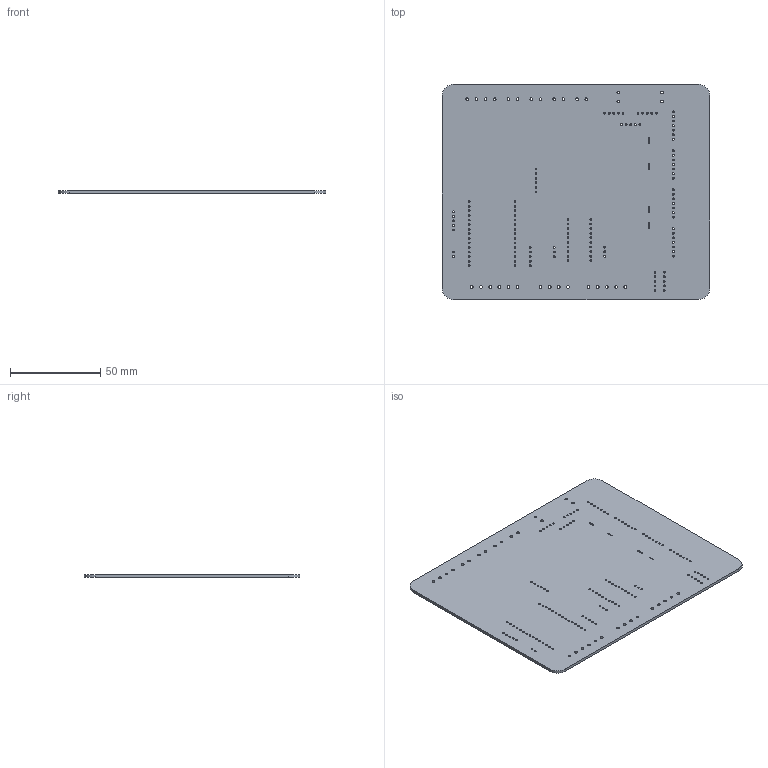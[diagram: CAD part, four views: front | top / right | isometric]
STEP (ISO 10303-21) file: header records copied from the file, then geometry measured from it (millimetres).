
FILE_DESCRIPTION(('KiCad electronic assembly'),'2;1');
FILE_NAME('FlyBoxBoard.step','2023-03-27T20:11:37',('Pcbnew'),('Kicad'), 'Open CASCADE STEP processor 7.6','KiCad to STEP converter','Unknown' );
FILE_SCHEMA(('AUTOMOTIVE_DESIGN { 1 0 10303 214 1 1 1 1 }'));
Length unit declared in the file: millimetre
Products named in the file (2): FlyBoxBoard 1; FlyBoxBoard PCB
Assembly tree (1 placements, depth 2):
  FlyBoxBoard 1
    FlyBoxBoard PCB
Bounding box: 148.59 x 119.38 x 1.6 mm (x, y, z)
Volume: 28058.7 mm3; surface area: 36833.8 mm2
Topology: 1 solids, 1 shells, 180 faces, 534 edges, 356 vertices
Faces by surface type: cylinder 174, plane 6
Full cylindrical faces by diameter (mm): 0.75 x12, 1 x127, 1.52 x31
Entity records: 13915 total; most frequent: DIRECTION 2314, CARTESIAN_POINT 2140, ORIENTED_EDGE 1068, PCURVE 1068, DEFINITIONAL_REPRESENTATION 1068, LINE 906, VECTOR 906, CIRCLE 696
